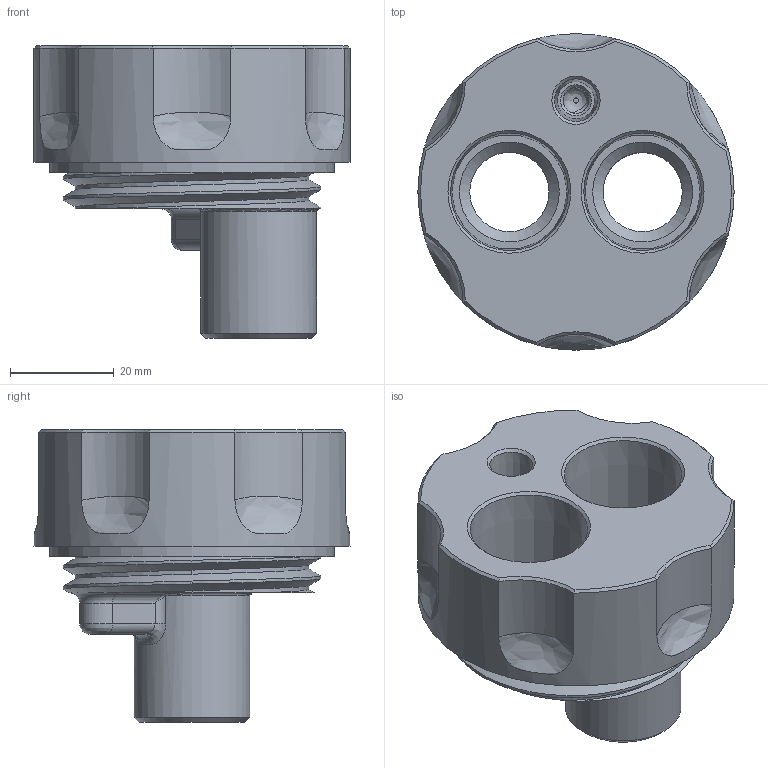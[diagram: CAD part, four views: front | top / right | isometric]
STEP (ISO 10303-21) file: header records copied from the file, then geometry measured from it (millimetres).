
FILE_DESCRIPTION(/* description */ (''),/* implementation_level */ '2;1');
FILE_NAME(/* name */ 'multivent_main_body.step',/* time_stamp */ '2021-01-22T12:37:01-05:00',/* author */ (''),/* organization */ (''),/* preprocessor_version */ 'ST-DEVELOPER v18.1',/* originating_system */ 'Autodesk Translation Framework v9.7.1.1290',/* authorisation */ '');
FILE_SCHEMA (('AUTOMOTIVE_DESIGN { 1 0 10303 214 3 1 1 }'));
Length unit declared in the file: millimetre
Products named in the file (1): body
Bounding box: 61 x 61 x 56.5 mm (x, y, z)
Volume: 62919.4 mm3; surface area: 19127.7 mm2
Topology: 1 solids, 1 shells, 82 faces, 212 edges, 132 vertices
Faces by surface type: cylinder 27, cone 22, bspline 16, plane 14, torus 3
Full cylindrical faces by diameter (mm): 5 x2, 7.2 x1, 15.29 x2, 22.35 x1, 45.126 x1, 49.703 x1, 55 x1, 61 x1
Entity records: 4733 total; most frequent: CARTESIAN_POINT 2790, ORIENTED_EDGE 414, DIRECTION 382, EDGE_CURVE 207, AXIS2_PLACEMENT_3D 166, VERTEX_POINT 132, EDGE_LOOP 93, CIRCLE 92
